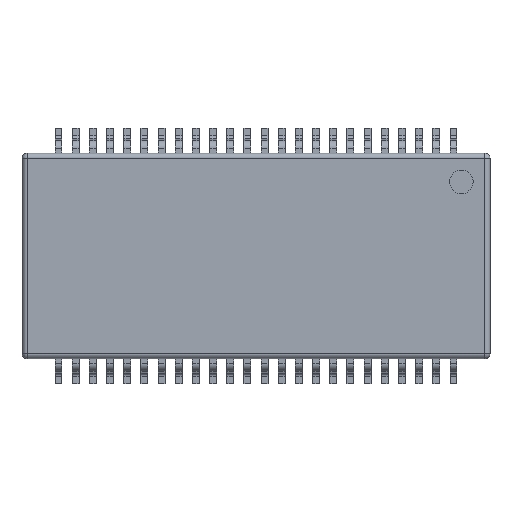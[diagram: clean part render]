
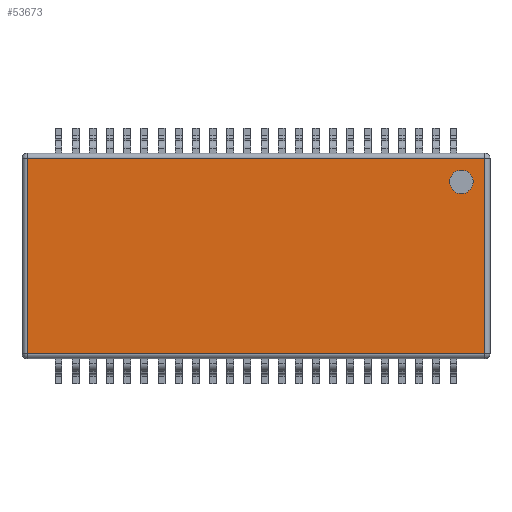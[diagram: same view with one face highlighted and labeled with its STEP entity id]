
A CAD part, front view. The second image highlights one B-rep face of the part: STEP entity #53673.
In plain terms, the highlighted planar face has unit normal (0, -1, 0).
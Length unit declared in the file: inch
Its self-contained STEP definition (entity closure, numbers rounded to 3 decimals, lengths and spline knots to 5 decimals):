
#19716=DIRECTION('',(-1.,0.,0.));
#19717=VECTOR('',#19716,27.2);
#19718=CARTESIAN_POINT('',(13.6,0.,5.8));
#19719=LINE('',#19718,#19717);
#19720=DIRECTION('',(0.,0.,1.));
#19721=VECTOR('',#19720,11.6);
#19722=CARTESIAN_POINT('',(13.6,0.,-5.8));
#19723=LINE('',#19722,#19721);
#19724=DIRECTION('',(1.,0.,0.));
#19725=VECTOR('',#19724,27.2);
#19726=CARTESIAN_POINT('',(-13.6,0.,-5.8));
#19727=LINE('',#19726,#19725);
#19728=DIRECTION('',(0.,0.,-1.));
#19729=VECTOR('',#19728,11.6);
#19730=CARTESIAN_POINT('',(-13.6,0.,5.8));
#19731=LINE('',#19730,#19729);
#19732=CARTESIAN_POINT('',(12.2,0.,4.4));
#19733=DIRECTION('',(0.,-1.,0.));
#19734=DIRECTION('',(0.,0.,-1.));
#19735=AXIS2_PLACEMENT_3D('',#19732,#19733,#19734);
#19737=CARTESIAN_POINT('',(12.2,0.,4.4));
#19738=DIRECTION('',(0.,-1.,0.));
#19739=DIRECTION('',(0.,0.,1.));
#19740=AXIS2_PLACEMENT_3D('',#19737,#19738,#19739);
#26361=CARTESIAN_POINT('',(13.6,0.,5.8));
#26362=CARTESIAN_POINT('',(-13.6,0.,5.8));
#26363=VERTEX_POINT('',#26361);
#26364=VERTEX_POINT('',#26362);
#26369=CARTESIAN_POINT('',(-13.6,0.,-5.8));
#26370=VERTEX_POINT('',#26369);
#26377=CARTESIAN_POINT('',(13.6,0.,-5.8));
#26378=VERTEX_POINT('',#26377);
#26389=CARTESIAN_POINT('',(12.2,0.,3.7));
#26390=CARTESIAN_POINT('',(12.2,0.,5.1));
#26391=VERTEX_POINT('',#26389);
#26392=VERTEX_POINT('',#26390);
#53654=CARTESIAN_POINT('',(0.,0.,0.));
#53655=DIRECTION('',(0.,1.,0.));
#53656=DIRECTION('',(1.,0.,0.));
#53657=AXIS2_PLACEMENT_3D('',#53654,#53655,#53656);
#53658=PLANE('',#53657);
#53659=ORIENTED_EDGE('',*,*,#53645,.F.);
#53661=ORIENTED_EDGE('',*,*,#53660,.F.);
#53663=ORIENTED_EDGE('',*,*,#53662,.F.);
#53664=ORIENTED_EDGE('',*,*,#53621,.F.);
#53665=EDGE_LOOP('',(#53659,#53661,#53663,#53664));
#53666=FACE_OUTER_BOUND('',#53665,.F.);
#53668=ORIENTED_EDGE('',*,*,#53667,.T.);
#53670=ORIENTED_EDGE('',*,*,#53669,.T.);
#53671=EDGE_LOOP('',(#53668,#53670));
#53672=FACE_BOUND('',#53671,.F.);
#53673=ADVANCED_FACE('',(#53666,#53672),#53658,.F.);
#19736=CIRCLE('',#19735,0.7);
#19741=CIRCLE('',#19740,0.7);
#53621=EDGE_CURVE('',#26364,#26370,#19731,.T.);
#53645=EDGE_CURVE('',#26363,#26364,#19719,.T.);
#53660=EDGE_CURVE('',#26378,#26363,#19723,.T.);
#53662=EDGE_CURVE('',#26370,#26378,#19727,.T.);
#53667=EDGE_CURVE('',#26391,#26392,#19736,.T.);
#53669=EDGE_CURVE('',#26392,#26391,#19741,.T.);
